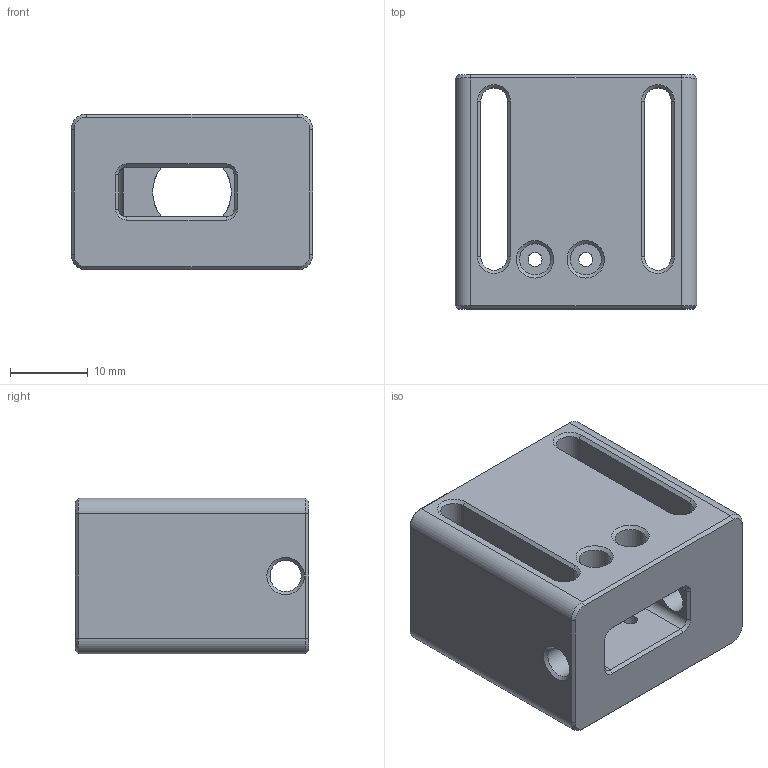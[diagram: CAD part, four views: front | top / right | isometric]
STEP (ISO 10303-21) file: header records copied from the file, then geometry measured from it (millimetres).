
FILE_DESCRIPTION(/* description */ (''),/* implementation_level */ '2;1');
FILE_NAME(/* name */ 'B-Z_Touch_Switch_Mount-F.stp',/* time_stamp */ '2020-09-12T12:08:26-07:00',/* author */ (''),/* organization */ (''),/* preprocessor_version */ 'ST-DEVELOPER v18.1',/* originating_system */ 'Autodesk Translation Framework v9.3.0.1241',/* authorisation */ '');
FILE_SCHEMA (('AUTOMOTIVE_DESIGN { 1 0 10303 214 3 1 1 }'));
Length unit declared in the file: millimetre
Products named in the file (1): Z Touch Switch
Bounding box: 31 x 30 x 20 mm (x, y, z)
Volume: 11917.1 mm3; surface area: 7082.8 mm2
Topology: 1 solids, 1 shells, 90 faces, 216 edges, 129 vertices
Faces by surface type: plane 41, cone 27, cylinder 22
Full cylindrical faces by diameter (mm): 1.8 x2, 4 x6, 10.08 x1, 13.2 x1
Entity records: 2736 total; most frequent: CARTESIAN_POINT 524, DIRECTION 469, ORIENTED_EDGE 432, EDGE_CURVE 216, AXIS2_PLACEMENT_3D 166, LINE 137, VECTOR 137, VERTEX_POINT 129
